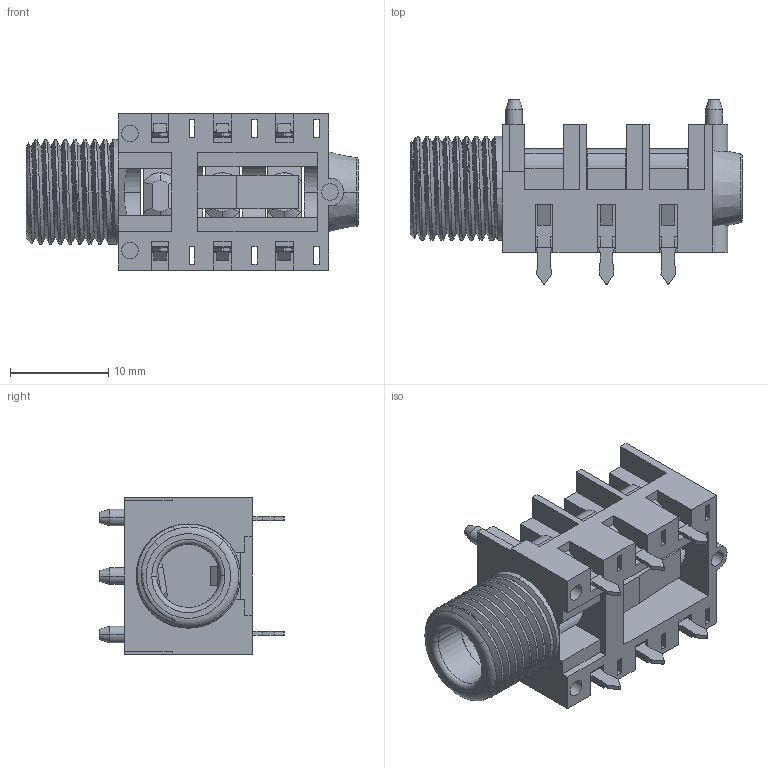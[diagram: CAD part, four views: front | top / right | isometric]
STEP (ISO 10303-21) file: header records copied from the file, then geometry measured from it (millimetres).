
FILE_DESCRIPTION (( 'STEP AP203' ), '1' );
FILE_NAME ('IO-TJ6HF.stp', '2022-06-21T21:45:53', ( '' ), ( '' ), 'SwSTEP 2.0', 'SolidWorks 2018', '' );
FILE_SCHEMA (( 'CONFIG_CONTROL_DESIGN' ));
Length unit declared in the file: millimetre
Products named in the file (1): IO-TJ6HF
Bounding box: 33.8 x 18.75 x 15.9 mm (x, y, z)
Volume: 2442 mm3; surface area: 4637.8 mm2
Topology: 14 solids, 14 shells, 538 faces, 1514 edges, 988 vertices
Faces by surface type: plane 407, cylinder 72, cone 38, bspline 14, torus 7
Entity records: 21557 total; most frequent: CARTESIAN_POINT 7689, ORIENTED_EDGE 3028, DIRECTION 2613, EDGE_CURVE 1514, LINE 1183, VECTOR 1183, VERTEX_POINT 988, AXIS2_PLACEMENT_3D 715
